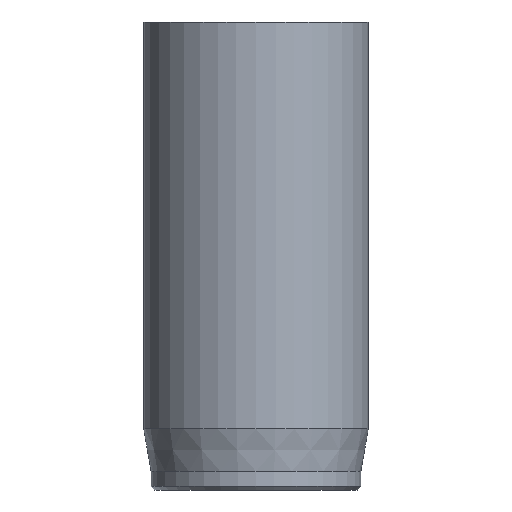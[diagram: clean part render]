
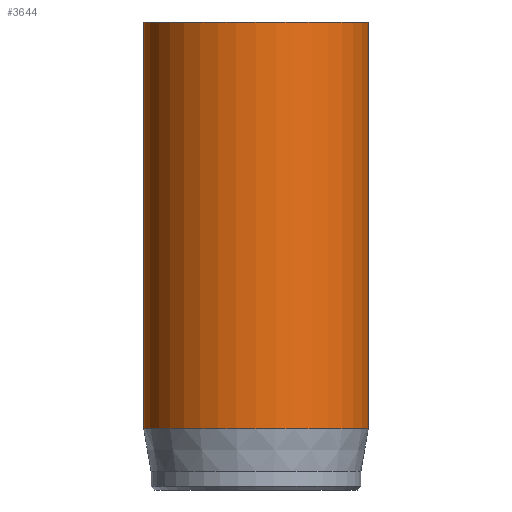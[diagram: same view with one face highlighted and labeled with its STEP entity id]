
A CAD part, front view. The second image highlights one B-rep face of the part: STEP entity #3644.
In plain terms, the highlighted cylindrical face has radius 6 mm (diameter 12 mm), a full revolution.
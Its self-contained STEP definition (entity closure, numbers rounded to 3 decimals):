
#32=CYLINDRICAL_SURFACE('',#3822,6.);
#47=CIRCLE('',#3790,6.);
#63=CIRCLE('',#3820,6.);
#64=CIRCLE('',#3821,6.);
#288=FACE_OUTER_BOUND('',#509,.T.);
#509=EDGE_LOOP('',(#3001,#3002,#3003,#3004,#3005));
#734=LINE('',#6586,#969);
#969=VECTOR('',#4139,6.);
#1568=VERTEX_POINT('',#6526);
#1584=VERTEX_POINT('',#6580);
#1585=VERTEX_POINT('',#6581);
#2053=EDGE_CURVE('',#1568,#1568,#47,.T.);
#2077=EDGE_CURVE('',#1584,#1585,#63,.T.);
#2078=EDGE_CURVE('',#1585,#1584,#64,.T.);
#2080=EDGE_CURVE('',#1568,#1584,#734,.T.);
#3001=ORIENTED_EDGE('',*,*,#2053,.T.);
#3002=ORIENTED_EDGE('',*,*,#2080,.T.);
#3003=ORIENTED_EDGE('',*,*,#2077,.T.);
#3004=ORIENTED_EDGE('',*,*,#2078,.T.);
#3005=ORIENTED_EDGE('',*,*,#2080,.F.);
#3644=ADVANCED_FACE('',(#288),#32,.T.);
#3790=AXIS2_PLACEMENT_3D('',#6527,#4064,#4065);
#3820=AXIS2_PLACEMENT_3D('',#6582,#4132,#4133);
#3821=AXIS2_PLACEMENT_3D('',#6583,#4134,#4135);
#3822=AXIS2_PLACEMENT_3D('',#6585,#4137,#4138);
#4064=DIRECTION('center_axis',(0.,0.,-1.));
#4065=DIRECTION('ref_axis',(-1.,0.,0.));
#4132=DIRECTION('center_axis',(0.,0.,1.));
#4133=DIRECTION('ref_axis',(-1.,0.,0.));
#4134=DIRECTION('center_axis',(0.,0.,1.));
#4135=DIRECTION('ref_axis',(-1.,0.,0.));
#4137=DIRECTION('center_axis',(0.,0.,1.));
#4138=DIRECTION('ref_axis',(-1.,0.,0.));
#4139=DIRECTION('',(0.,0.,-1.));
#6526=CARTESIAN_POINT('',(6.,0.,25.));
#6527=CARTESIAN_POINT('Origin',(0.,0.,25.));
#6580=CARTESIAN_POINT('',(6.,0.,3.269));
#6581=CARTESIAN_POINT('',(-6.,0.,3.269));
#6582=CARTESIAN_POINT('Origin',(0.,0.,3.269));
#6583=CARTESIAN_POINT('Origin',(0.,0.,3.269));
#6585=CARTESIAN_POINT('Origin',(0.,0.,0.));
#6586=CARTESIAN_POINT('',(6.,0.,0.));
